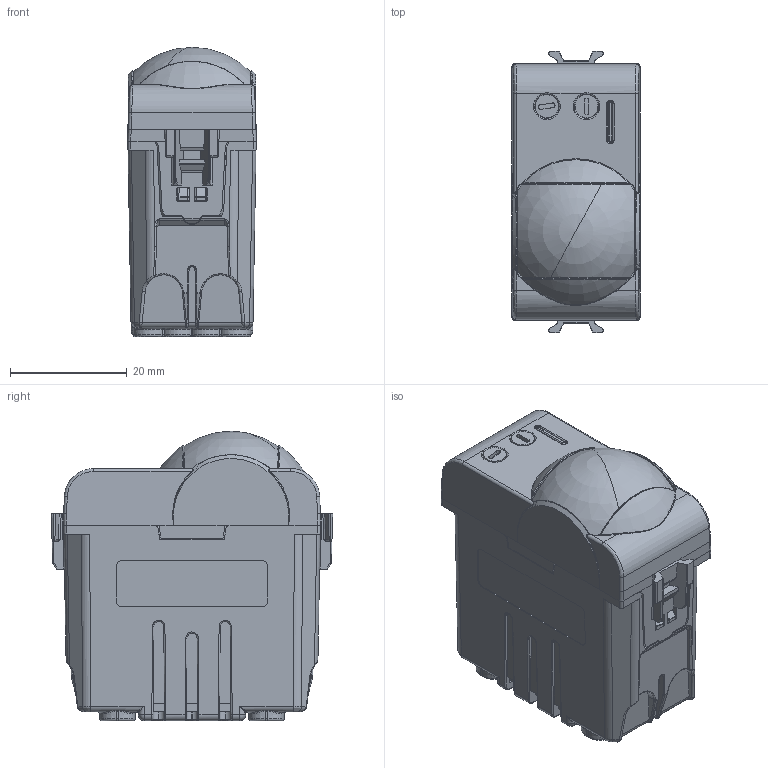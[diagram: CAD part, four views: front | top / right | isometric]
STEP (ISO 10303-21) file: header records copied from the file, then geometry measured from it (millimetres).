
FILE_DESCRIPTION(('CATIA V5 STEP Exchange','CAx-IF Rec.Pracs.--- Model Styling and Organization---1.4--- 2014-01-23'),'2;1');
FILE_NAME('GW10594.stp','2024-02-06T10:28:22+00:00',('none'),('none'),'CATIA Version 5-6 Release 2019 SP6','CATIA V5 STEP AP214 v1','none');
FILE_SCHEMA(('AUTOMOTIVE_DESIGN { 1 0 10303 214 1 1 1 1 }'));
Products named in the file (1): GW10594
Bounding box: 22 x 48.25 x 49.61 mm (x, y, z)
Volume: 36988.4 mm3; surface area: 11413.9 mm2
Topology: 1 solids, 1 shells, 1449 faces, 3799 edges, 2268 vertices
Faces by surface type: plane 555, cylinder 444, bspline 223, torus 109, cone 60, sphere 52, revolution 4, extrusion 2
Entity records: 69059 total; most frequent: CARTESIAN_POINT 37322, ORIENTED_EDGE 7458, DIRECTION 4216, EDGE_CURVE 3729, VERTEX_POINT 2268, VECTOR 1685, LINE 1683, AXIS2_PLACEMENT_3D 1583
